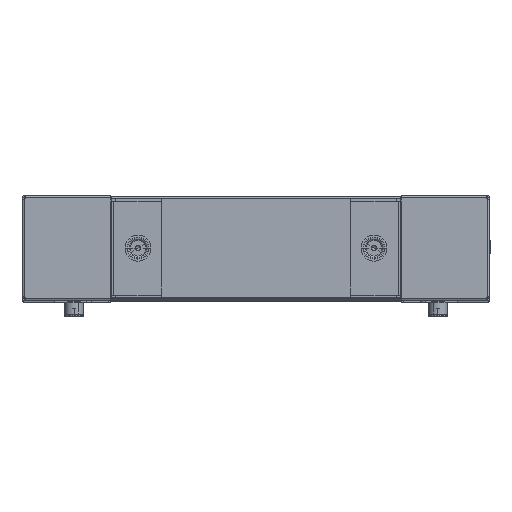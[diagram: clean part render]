
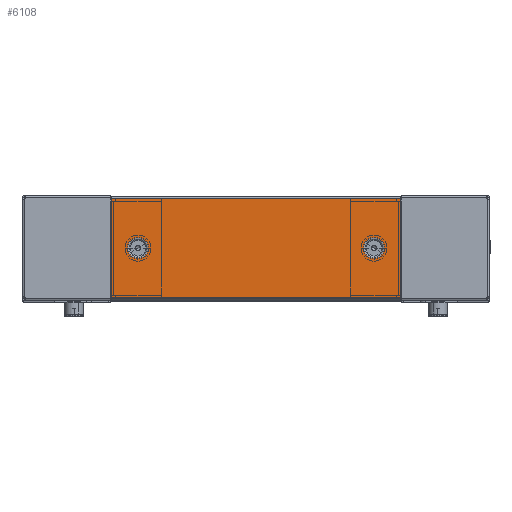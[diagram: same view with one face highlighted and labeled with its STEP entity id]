
A CAD part, top view. The second image highlights one B-rep face of the part: STEP entity #6108.
In plain terms, the highlighted face is planar.
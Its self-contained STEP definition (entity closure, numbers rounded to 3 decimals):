
#435 = CARTESIAN_POINT ( 'NONE',  ( -113.5, 0., 0. ) ) ;
#436 = DIRECTION ( 'NONE',  ( 0., 0., 1. ) ) ;
#437 = DIRECTION ( 'NONE',  ( 1., 0., 0. ) ) ;
#970 = CARTESIAN_POINT ( 'NONE',  ( 139., -47.9, 0. ) ) ;
#971 = DIRECTION ( 'NONE',  ( -1., 0., 0. ) ) ;
#1365 = CARTESIAN_POINT ( 'NONE',  ( -139., 48., 0. ) ) ;
#1368 = DIRECTION ( 'NONE',  ( 0., -1., 0. ) ) ;
#2149 = AXIS2_PLACEMENT_3D ( 'NONE', #435, #436, #437 ) ;
#2378 = AXIS2_PLACEMENT_3D ( 'NONE', #5519, #5520, #5521 ) ;
#2648 = AXIS2_PLACEMENT_3D ( 'NONE', #15033, #15035, #15037 ) ;
#2656 = AXIS2_PLACEMENT_3D ( 'NONE', #14774, #14776, #14778 ) ;
#3025 = AXIS2_PLACEMENT_3D ( 'NONE', #22144, #22138, #22148 ) ;
#5519 = CARTESIAN_POINT ( 'NONE',  ( 113.5, 0., 0. ) ) ;
#5520 = DIRECTION ( 'NONE',  ( 0., 0., -1. ) ) ;
#5521 = DIRECTION ( 'NONE',  ( -1., 0., 0. ) ) ;
#6108 = ADVANCED_FACE ( 'NONE', ( #14235, #14232, #14234 ), #22146, .F. ) ;
#6814 = CIRCLE ( 'NONE', #2149, 10. ) ;
#7181 = VECTOR ( 'NONE', #971, 1000. ) ;
#7185 = LINE ( 'NONE', #970, #7181 ) ;
#7287 = VECTOR ( 'NONE', #1368, 1000. ) ;
#7290 = LINE ( 'NONE', #1365, #7287 ) ;
#8684 = CIRCLE ( 'NONE', #2378, 10. ) ;
#12599 = CIRCLE ( 'NONE', #2648, 10. ) ;
#12624 = VECTOR ( 'NONE', #14924, 1000. ) ;
#12627 = LINE ( 'NONE', #14940, #12624 ) ;
#12685 = CIRCLE ( 'NONE', #2656, 10. ) ;
#12686 = VECTOR ( 'NONE', #14747, 1000. ) ;
#12688 = LINE ( 'NONE', #14746, #12686 ) ;
#14232 = FACE_OUTER_BOUND ( 'NONE', #21475, .T. ) ;
#14234 = FACE_BOUND ( 'NONE', #21481, .T. ) ;
#14235 = FACE_BOUND ( 'NONE', #21468, .T. ) ;
#14746 = CARTESIAN_POINT ( 'NONE',  ( 139., 48., 0. ) ) ;
#14747 = DIRECTION ( 'NONE',  ( 0., 1., 0. ) ) ;
#14774 = CARTESIAN_POINT ( 'NONE',  ( 113.5, 0., 0. ) ) ;
#14776 = DIRECTION ( 'NONE',  ( 0., 0., -1. ) ) ;
#14778 = DIRECTION ( 'NONE',  ( -1., 0., 0. ) ) ;
#14924 = DIRECTION ( 'NONE',  ( 1., 0., 0. ) ) ;
#14940 = CARTESIAN_POINT ( 'NONE',  ( -139., 47.9, 0. ) ) ;
#15033 = CARTESIAN_POINT ( 'NONE',  ( -113.5, 0., 0. ) ) ;
#15035 = DIRECTION ( 'NONE',  ( 0., 0., 1. ) ) ;
#15037 = DIRECTION ( 'NONE',  ( 1., 0., 0. ) ) ;
#16293 = VERTEX_POINT ( 'NONE', #16963 ) ;
#16350 = VERTEX_POINT ( 'NONE', #16992 ) ;
#16356 = VERTEX_POINT ( 'NONE', #16995 ) ;
#16358 = VERTEX_POINT ( 'NONE', #16996 ) ;
#16436 = VERTEX_POINT ( 'NONE', #17039 ) ;
#16441 = VERTEX_POINT ( 'NONE', #17043 ) ;
#16451 = VERTEX_POINT ( 'NONE', #17053 ) ;
#16473 = VERTEX_POINT ( 'NONE', #17075 ) ;
#16794 = ORIENTED_EDGE ( 'NONE', *, *, #24662, .F. ) ;
#16795 = ORIENTED_EDGE ( 'NONE', *, *, #23706, .F. ) ;
#16796 = ORIENTED_EDGE ( 'NONE', *, *, #23701, .F. ) ;
#16797 = ORIENTED_EDGE ( 'NONE', *, *, #23786, .T. ) ;
#16798 = ORIENTED_EDGE ( 'NONE', *, *, #25295, .F. ) ;
#16799 = ORIENTED_EDGE ( 'NONE', *, *, #25360, .T. ) ;
#16800 = ORIENTED_EDGE ( 'NONE', *, *, #25494, .T. ) ;
#16801 = ORIENTED_EDGE ( 'NONE', *, *, #23821, .T. ) ;
#16963 = CARTESIAN_POINT ( 'NONE',  ( -139., -47.9, 0. ) ) ;
#16992 = CARTESIAN_POINT ( 'NONE',  ( 139., -47.9, 0. ) ) ;
#16995 = CARTESIAN_POINT ( 'NONE',  ( 139., 47.9, 0. ) ) ;
#16996 = CARTESIAN_POINT ( 'NONE',  ( -103.5, 0., 0. ) ) ;
#17039 = CARTESIAN_POINT ( 'NONE',  ( 103.5, 0., 0. ) ) ;
#17043 = CARTESIAN_POINT ( 'NONE',  ( 123.5, 0., 0. ) ) ;
#17053 = CARTESIAN_POINT ( 'NONE',  ( -139., 47.9, 0. ) ) ;
#17075 = CARTESIAN_POINT ( 'NONE',  ( -123.5, 0., 0. ) ) ;
#21468 = EDGE_LOOP ( 'NONE', ( #16801, #16800 ) ) ;
#21475 = EDGE_LOOP ( 'NONE', ( #16799, #16798, #16797, #16796 ) ) ;
#21481 = EDGE_LOOP ( 'NONE', ( #16795, #16794 ) ) ;
#22138 = DIRECTION ( 'NONE',  ( 0., 0., 1. ) ) ;
#22144 = CARTESIAN_POINT ( 'NONE',  ( -139., -48., 0. ) ) ;
#22146 = PLANE ( 'NONE',  #3025 ) ;
#22148 = DIRECTION ( 'NONE',  ( 1., 0., 0. ) ) ;
#23701 = EDGE_CURVE ( 'NONE', #16350, #16356, #12688, .T. ) ;
#23706 = EDGE_CURVE ( 'NONE', #16436, #16441, #12685, .T. ) ;
#23786 = EDGE_CURVE ( 'NONE', #16451, #16356, #12627, .T. ) ;
#23821 = EDGE_CURVE ( 'NONE', #16358, #16473, #12599, .T. ) ;
#24662 = EDGE_CURVE ( 'NONE', #16441, #16436, #8684, .T. ) ;
#25295 = EDGE_CURVE ( 'NONE', #16451, #16293, #7290, .T. ) ;
#25360 = EDGE_CURVE ( 'NONE', #16350, #16293, #7185, .T. ) ;
#25494 = EDGE_CURVE ( 'NONE', #16473, #16358, #6814, .T. ) ;
